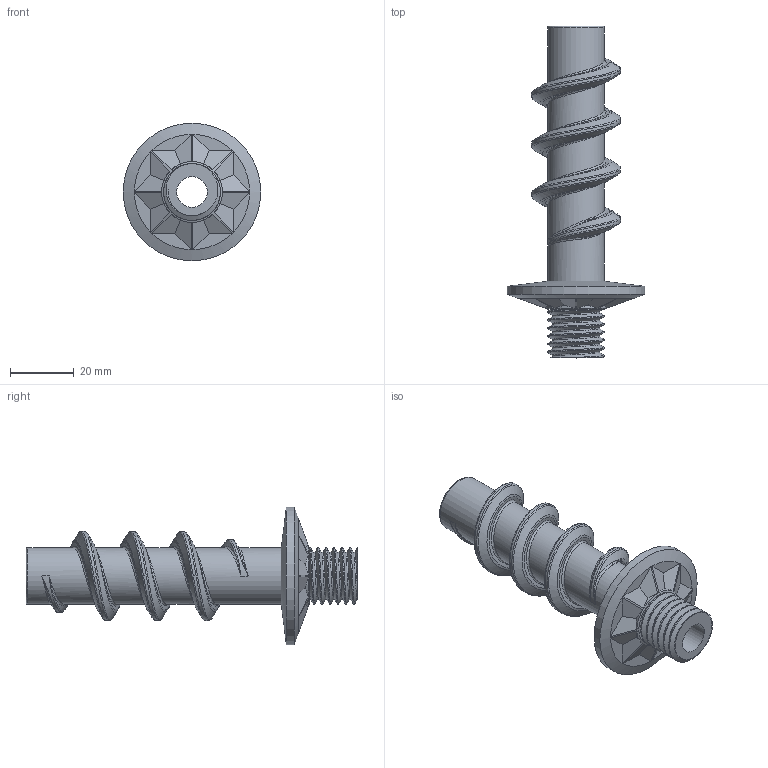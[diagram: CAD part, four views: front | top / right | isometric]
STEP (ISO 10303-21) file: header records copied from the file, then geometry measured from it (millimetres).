
FILE_DESCRIPTION(/* description */ (''),/* implementation_level */ '2;1');
FILE_NAME(/* name */ 'pool v3.step',/* time_stamp */ '2023-09-29T12:36:25-04:00',/* author */ (''),/* organization */ (''),/* preprocessor_version */ 'ST-DEVELOPER v20',/* originating_system */ 'Autodesk Translation Framework v12.14.0.127',/* authorisation */ '');
FILE_SCHEMA (('AUTOMOTIVE_DESIGN { 1 0 10303 214 3 1 1 }'));
Length unit declared in the file: inch
Products named in the file (1): pool
Bounding box: 43.18 x 104.14 x 43.18 mm (x, y, z)
Volume: 23644.8 mm3; surface area: 15128 mm2
Topology: 1 solids, 1 shells, 139 faces, 344 edges, 211 vertices
Faces by surface type: bspline 88, cylinder 35, plane 11, cone 3, torus 2
Full cylindrical faces by diameter (mm): 9.652 x1, 12.7 x1, 14.938 x5, 17.78 x4, 17.791 x5, 27.94 x2, 43.18 x1
Entity records: 12702 total; most frequent: CARTESIAN_POINT 10124, ORIENTED_EDGE 680, EDGE_CURVE 340, DIRECTION 254, B_SPLINE_CURVE_WITH_KNOTS 222, VERTEX_POINT 211, EDGE_LOOP 149, FACE_OUTER_BOUND 139
